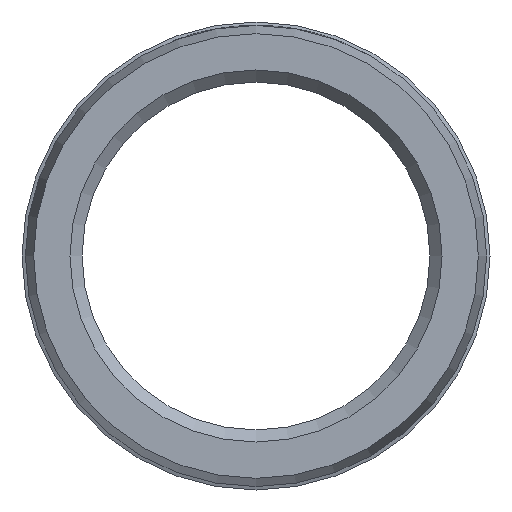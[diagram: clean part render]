
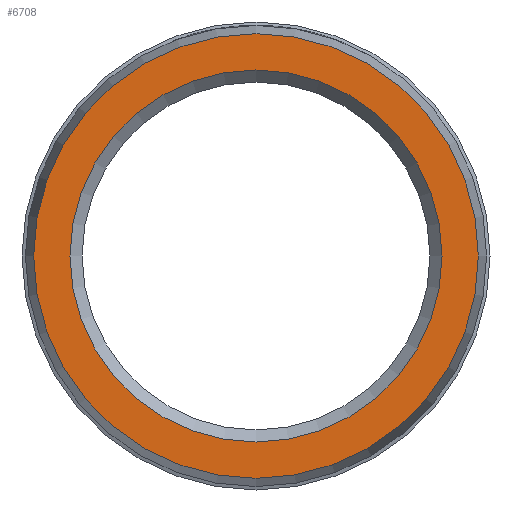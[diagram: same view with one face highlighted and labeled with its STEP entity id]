
A CAD part, left-side view. The second image highlights one B-rep face of the part: STEP entity #6708.
In plain terms, the highlighted planar face has unit normal (-1, 0, 0).
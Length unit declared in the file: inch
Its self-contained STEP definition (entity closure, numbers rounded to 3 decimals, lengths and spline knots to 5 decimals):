
#85=FACE_BOUND('',#1168,.T.);
#398=PLANE('',#7089);
#764=FACE_OUTER_BOUND('',#1167,.T.);
#1167=EDGE_LOOP('',(#6271,#6272));
#1168=EDGE_LOOP('',(#6273,#6274));
#1733=CIRCLE('',#7087,1.);
#1734=CIRCLE('',#7088,1.);
#1735=CIRCLE('',#7090,1.19529);
#1736=CIRCLE('',#7091,1.19529);
#3253=VERTEX_POINT('',#16207);
#3254=VERTEX_POINT('',#16209);
#3255=VERTEX_POINT('',#16213);
#3256=VERTEX_POINT('',#16214);
#4260=EDGE_CURVE('',#3254,#3253,#1733,.T.);
#4261=EDGE_CURVE('',#3253,#3254,#1734,.T.);
#4262=EDGE_CURVE('',#3255,#3256,#1735,.T.);
#4263=EDGE_CURVE('',#3256,#3255,#1736,.T.);
#6271=ORIENTED_EDGE('',*,*,#4262,.F.);
#6272=ORIENTED_EDGE('',*,*,#4263,.F.);
#6273=ORIENTED_EDGE('',*,*,#4260,.T.);
#6274=ORIENTED_EDGE('',*,*,#4261,.T.);
#6708=ADVANCED_FACE('',(#764,#85),#398,.T.);
#7087=AXIS2_PLACEMENT_3D('',#16210,#8229,#8230);
#7088=AXIS2_PLACEMENT_3D('',#16211,#8231,#8232);
#7089=AXIS2_PLACEMENT_3D('',#16212,#8233,#8234);
#7090=AXIS2_PLACEMENT_3D('',#16215,#8235,#8236);
#7091=AXIS2_PLACEMENT_3D('',#16216,#8237,#8238);
#8229=DIRECTION('center_axis',(1.,0.,0.));
#8230=DIRECTION('ref_axis',(0.,1.,0.));
#8231=DIRECTION('center_axis',(1.,0.,0.));
#8232=DIRECTION('ref_axis',(0.,1.,0.));
#8233=DIRECTION('center_axis',(-1.,0.,0.));
#8234=DIRECTION('ref_axis',(0.,0.,1.));
#8235=DIRECTION('center_axis',(1.,0.,0.));
#8236=DIRECTION('ref_axis',(0.,1.,0.));
#8237=DIRECTION('center_axis',(1.,0.,0.));
#8238=DIRECTION('ref_axis',(0.,1.,0.));
#16207=CARTESIAN_POINT('',(0.,-1.,0.));
#16209=CARTESIAN_POINT('',(0.,1.,0.));
#16210=CARTESIAN_POINT('Origin',(0.,0.,0.));
#16211=CARTESIAN_POINT('Origin',(0.,0.,0.));
#16212=CARTESIAN_POINT('Origin',(0.,1.09764,
0.));
#16213=CARTESIAN_POINT('',(0.,1.19529,0.));
#16214=CARTESIAN_POINT('',(0.,-1.19529,0.));
#16215=CARTESIAN_POINT('Origin',(0.,0.,
0.));
#16216=CARTESIAN_POINT('Origin',(0.,0.,
0.));
